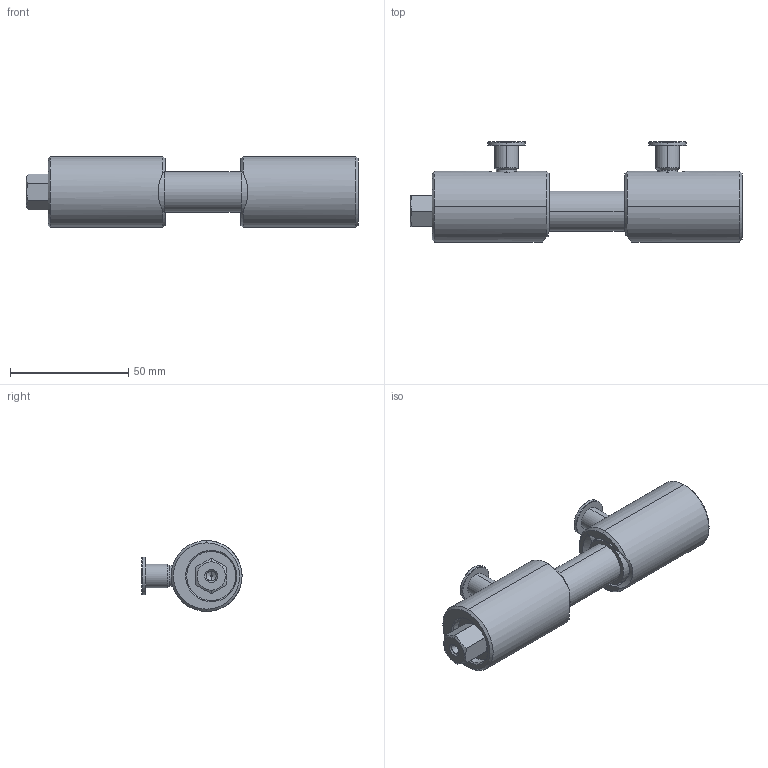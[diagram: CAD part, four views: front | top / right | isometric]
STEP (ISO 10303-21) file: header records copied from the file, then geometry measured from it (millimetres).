
FILE_DESCRIPTION (( 'STEP AP203' ), '1' );
FILE_NAME ('2000 101 Spannschloß 20 KN_063-020.STEP', '2014-04-22T07:40:16', ( '' ), ( '' ), 'SwSTEP 2.0', 'SolidWorks 2013', '' );
FILE_SCHEMA (( 'CONFIG_CONTROL_DESIGN' ));
Length unit declared in the file: millimetre
Products named in the file (1): 2000 101 Spannschloß 20 KN_063-020
Bounding box: 140.3 x 42.3 x 30 mm (x, y, z)
Volume: 77032.7 mm3; surface area: 17397 mm2
Topology: 1 solids, 1 shells, 132 faces, 320 edges, 199 vertices
Faces by surface type: cylinder 51, plane 43, cone 38
Entity records: 4390 total; most frequent: CARTESIAN_POINT 1188, DIRECTION 673, ORIENTED_EDGE 640, EDGE_CURVE 320, AXIS2_PLACEMENT_3D 258, VERTEX_POINT 199, VECTOR 157, LINE 157
